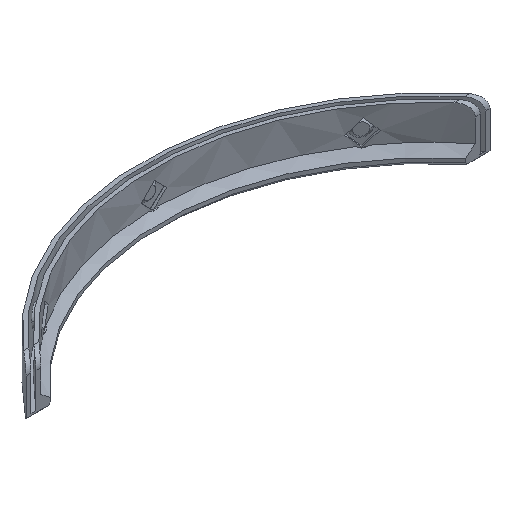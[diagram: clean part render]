
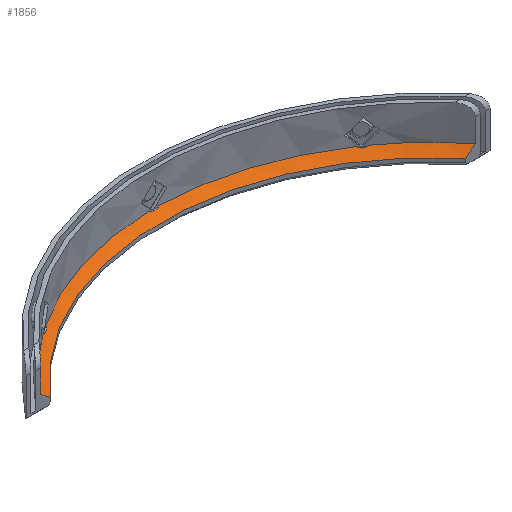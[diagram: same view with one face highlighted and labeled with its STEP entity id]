
A CAD part, isometric view. The second image highlights one B-rep face of the part: STEP entity #1856.
In plain terms, the highlighted conical face has half-angle 45 degrees and reference radius 71 mm.
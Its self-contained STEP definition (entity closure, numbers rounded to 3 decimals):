
#387=CARTESIAN_POINT('',(87.5,0.,-241.681));
#388=DIRECTION('',(0.,0.,1.));
#389=DIRECTION('',(0.557,0.831,0.));
#390=AXIS2_PLACEMENT_3D('',#387,#388,#389);
#392=CARTESIAN_POINT('',(87.5,0.,-241.681));
#393=DIRECTION('',(0.,0.,1.));
#394=DIRECTION('',(0.781,0.624,0.));
#395=AXIS2_PLACEMENT_3D('',#392,#393,#394);
#397=CARTESIAN_POINT('',(141.176,44.931,-243.681));
#398=CARTESIAN_POINT('',(141.462,44.931,-243.461));
#399=CARTESIAN_POINT('',(142.036,44.928,-243.021));
#400=CARTESIAN_POINT('',(142.897,44.929,-242.354));
#401=CARTESIAN_POINT('',(143.474,44.929,-241.906));
#402=CARTESIAN_POINT('',(143.762,44.928,-241.68));
#404=CARTESIAN_POINT('',(87.5,0.,-243.681));
#405=DIRECTION('',(0.,0.,-1.));
#406=DIRECTION('',(-0.766,0.643,0.));
#407=AXIS2_PLACEMENT_3D('',#404,#405,#406);
#409=CARTESIAN_POINT('',(87.5,0.,-241.681));
#410=DIRECTION('',(0.,0.,1.));
#411=DIRECTION('',(-0.586,0.81,0.));
#412=AXIS2_PLACEMENT_3D('',#409,#410,#411);
#414=CARTESIAN_POINT('',(47.486,59.857,-241.681));
#415=CARTESIAN_POINT('',(47.359,59.662,-241.773));
#416=CARTESIAN_POINT('',(47.075,59.307,-241.908));
#417=CARTESIAN_POINT('',(46.564,58.868,-241.979));
#418=CARTESIAN_POINT('',(45.977,58.535,-241.915));
#419=CARTESIAN_POINT('',(45.547,58.398,-241.775));
#420=CARTESIAN_POINT('',(45.32,58.351,-241.681));
#422=CARTESIAN_POINT('',(87.5,0.,-241.681));
#423=DIRECTION('',(0.,0.,1.));
#424=DIRECTION('',(-0.018,1.,0.));
#425=AXIS2_PLACEMENT_3D('',#422,#423,#424);
#427=CARTESIAN_POINT('',(87.543,71.722,-241.957));
#428=CARTESIAN_POINT('',(87.393,71.721,-241.958));
#429=CARTESIAN_POINT('',(87.096,71.741,-241.94));
#430=CARTESIAN_POINT('',(86.645,71.828,-241.848));
#431=CARTESIAN_POINT('',(86.36,71.928,-241.743));
#432=CARTESIAN_POINT('',(86.219,71.989,-241.681));
#439=CARTESIAN_POINT('',(88.867,71.987,-241.681));
#441=CARTESIAN_POINT('',(87.543,71.722,-241.957));
#442=CARTESIAN_POINT('',(87.691,71.721,-241.958));
#443=CARTESIAN_POINT('',(87.987,71.74,-241.94));
#444=CARTESIAN_POINT('',(88.439,71.826,-241.848));
#445=CARTESIAN_POINT('',(88.725,71.927,-241.744));
#446=CARTESIAN_POINT('',(88.867,71.987,-241.681));
#694=CARTESIAN_POINT('',(33.878,44.995,-243.681));
#695=CARTESIAN_POINT('',(33.589,44.995,-243.46));
#696=CARTESIAN_POINT('',(33.013,44.993,-243.017));
#697=CARTESIAN_POINT('',(32.151,44.995,-242.35));
#698=CARTESIAN_POINT('',(31.578,44.995,-241.904));
#699=CARTESIAN_POINT('',(31.291,44.995,-241.68));
#977=CARTESIAN_POINT('',(129.749,58.301,-241.681));
#978=CARTESIAN_POINT('',(129.524,58.348,-241.775));
#979=CARTESIAN_POINT('',(129.096,58.484,-241.914));
#980=CARTESIAN_POINT('',(128.515,58.814,-241.979));
#981=CARTESIAN_POINT('',(128.004,59.25,-241.91));
#982=CARTESIAN_POINT('',(127.714,59.61,-241.775));
#983=CARTESIAN_POINT('',(127.585,59.809,-241.681));
#1357=VERTEX_POINT('',#397);
#1358=VERTEX_POINT('',#402);
#1397=CARTESIAN_POINT('',(33.878,44.996,-243.681));
#1398=VERTEX_POINT('',#1397);
#1399=VERTEX_POINT('',#699);
#1465=VERTEX_POINT('',#439);
#1466=CARTESIAN_POINT('',(87.543,71.722,-241.957));
#1467=VERTEX_POINT('',#1466);
#1468=VERTEX_POINT('',#977);
#1469=VERTEX_POINT('',#983);
#1470=VERTEX_POINT('',#432);
#1471=CARTESIAN_POINT('',(47.486,59.857,-241.681));
#1472=VERTEX_POINT('',#1471);
#1473=VERTEX_POINT('',#420);
#1829=CARTESIAN_POINT('',(87.5,0.,-242.681));
#1830=DIRECTION('',(0.,0.,1.));
#1831=DIRECTION('',(1.,0.,0.));
#1832=AXIS2_PLACEMENT_3D('',#1829,#1830,#1831);
#1833=CONICAL_SURFACE('',#1832,71.,45.);
#1835=ORIENTED_EDGE('',*,*,#1834,.T.);
#1837=ORIENTED_EDGE('',*,*,#1836,.F.);
#1839=ORIENTED_EDGE('',*,*,#1838,.F.);
#1841=ORIENTED_EDGE('',*,*,#1840,.F.);
#1842=ORIENTED_EDGE('',*,*,#1703,.F.);
#1843=ORIENTED_EDGE('',*,*,#1820,.F.);
#1845=ORIENTED_EDGE('',*,*,#1844,.T.);
#1847=ORIENTED_EDGE('',*,*,#1846,.F.);
#1849=ORIENTED_EDGE('',*,*,#1848,.F.);
#1851=ORIENTED_EDGE('',*,*,#1850,.F.);
#1853=ORIENTED_EDGE('',*,*,#1852,.F.);
#1854=EDGE_LOOP('',(#1835,#1837,#1839,#1841,#1842,#1843,#1845,#1847,#1849,#1851,
#1853));
#1855=FACE_OUTER_BOUND('',#1854,.F.);
#1856=ADVANCED_FACE('',(#1855),#1833,.F.);
#391=CIRCLE('',#390,72.);
#396=CIRCLE('',#395,72.);
#403=B_SPLINE_CURVE_WITH_KNOTS('',3,(#397,#398,#399,#400,#401,#402),
.UNSPECIFIED.,.F.,.F.,(4,1,1,4),(0.,0.333,0.667,1.),
.UNSPECIFIED.);
#408=CIRCLE('',#407,70.);
#413=CIRCLE('',#412,72.);
#421=B_SPLINE_CURVE_WITH_KNOTS('',3,(#414,#415,#416,#417,#418,#419,#420),
.UNSPECIFIED.,.F.,.F.,(4,1,1,1,4),(0.,0.25,0.5,0.75,1.),
.UNSPECIFIED.);
#426=CIRCLE('',#425,72.);
#433=B_SPLINE_CURVE_WITH_KNOTS('',3,(#427,#428,#429,#430,#431,#432),
.UNSPECIFIED.,.F.,.F.,(4,1,1,4),(0.,0.333,0.667,1.),
.UNSPECIFIED.);
#447=B_SPLINE_CURVE_WITH_KNOTS('',3,(#441,#442,#443,#444,#445,#446),
.UNSPECIFIED.,.F.,.F.,(4,1,1,4),(0.,0.333,0.667,1.),
.UNSPECIFIED.);
#700=B_SPLINE_CURVE_WITH_KNOTS('',3,(#694,#695,#696,#697,#698,#699),
.UNSPECIFIED.,.F.,.F.,(4,1,1,4),(0.,0.333,0.667,1.),
.UNSPECIFIED.);
#984=B_SPLINE_CURVE_WITH_KNOTS('',3,(#977,#978,#979,#980,#981,#982,#983),
.UNSPECIFIED.,.F.,.F.,(4,1,1,1,4),(0.,0.25,0.5,0.75,1.),
.UNSPECIFIED.);
#1703=EDGE_CURVE('',#1357,#1358,#403,.T.);
#1820=EDGE_CURVE('',#1398,#1357,#408,.T.);
#1834=EDGE_CURVE('',#1467,#1465,#447,.T.);
#1836=EDGE_CURVE('',#1469,#1465,#391,.T.);
#1838=EDGE_CURVE('',#1468,#1469,#984,.T.);
#1840=EDGE_CURVE('',#1358,#1468,#396,.T.);
#1844=EDGE_CURVE('',#1398,#1399,#700,.T.);
#1846=EDGE_CURVE('',#1473,#1399,#413,.T.);
#1848=EDGE_CURVE('',#1472,#1473,#421,.T.);
#1850=EDGE_CURVE('',#1470,#1472,#426,.T.);
#1852=EDGE_CURVE('',#1467,#1470,#433,.T.);
